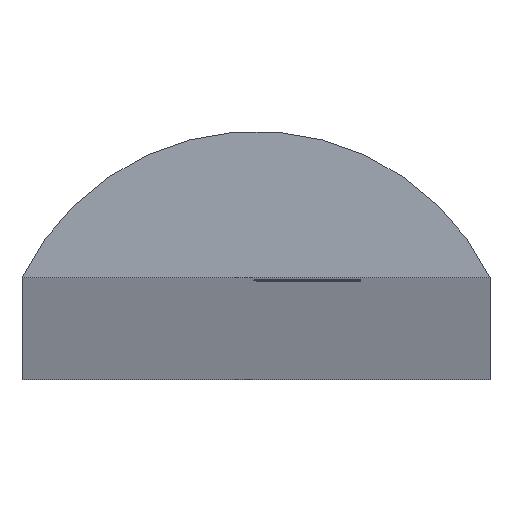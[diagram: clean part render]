
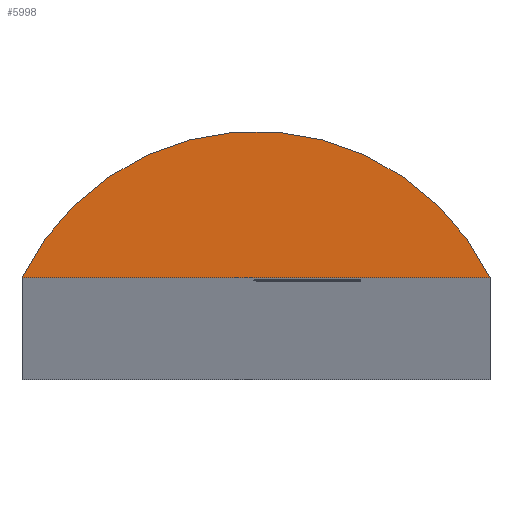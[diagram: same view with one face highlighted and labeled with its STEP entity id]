
A CAD part, top view. The second image highlights one B-rep face of the part: STEP entity #5998.
In plain terms, the highlighted planar face has unit normal (0, 0, 1).
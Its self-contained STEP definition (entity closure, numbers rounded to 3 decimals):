
#1312 = PLANE ( 'NONE',  #7961 ) ;
#1724 = FACE_OUTER_BOUND ( 'NONE', #2370, .T. ) ;
#2008 = DIRECTION ( 'NONE',  ( -1., 0., 0. ) ) ;
#2251 = AXIS2_PLACEMENT_3D ( 'NONE', #6856, #2663, #7565 ) ;
#2309 = EDGE_CURVE ( 'NONE', #4430, #3720, #6036, .T. ) ;
#2370 = EDGE_LOOP ( 'NONE', ( #2463, #3235 ) ) ;
#2463 = ORIENTED_EDGE ( 'NONE', *, *, #2309, .T. ) ;
#2542 = DIRECTION ( 'NONE',  ( 1., 0., 0. ) ) ;
#2663 = DIRECTION ( 'NONE',  ( 0., 0., 1. ) ) ;
#3235 = ORIENTED_EDGE ( 'NONE', *, *, #6389, .T. ) ;
#3309 = CARTESIAN_POINT ( 'NONE',  ( 8., 0., 0. ) ) ;
#3720 = VERTEX_POINT ( 'NONE', #5365 ) ;
#4085 = CARTESIAN_POINT ( 'NONE',  ( 0., -3.9, 0. ) ) ;
#4430 = VERTEX_POINT ( 'NONE', #3309 ) ;
#4706 = CARTESIAN_POINT ( 'NONE',  ( -8., 0., 0. ) ) ;
#5116 = LINE ( 'NONE', #4706, #7223 ) ;
#5365 = CARTESIAN_POINT ( 'NONE',  ( -8., 0., 0. ) ) ;
#5998 = ADVANCED_FACE ( 'NONE', ( #1724 ), #1312, .F. ) ;
#6036 = CIRCLE ( 'NONE', #2251, 8.9 ) ;
#6233 = DIRECTION ( 'NONE',  ( 0., 0., -1. ) ) ;
#6389 = EDGE_CURVE ( 'NONE', #3720, #4430, #5116, .T. ) ;
#6856 = CARTESIAN_POINT ( 'NONE',  ( 0., -3.9, 0. ) ) ;
#7223 = VECTOR ( 'NONE', #2542, 1000. ) ;
#7565 = DIRECTION ( 'NONE',  ( -1., 0., 0. ) ) ;
#7961 = AXIS2_PLACEMENT_3D ( 'NONE', #4085, #6233, #2008 ) ;
